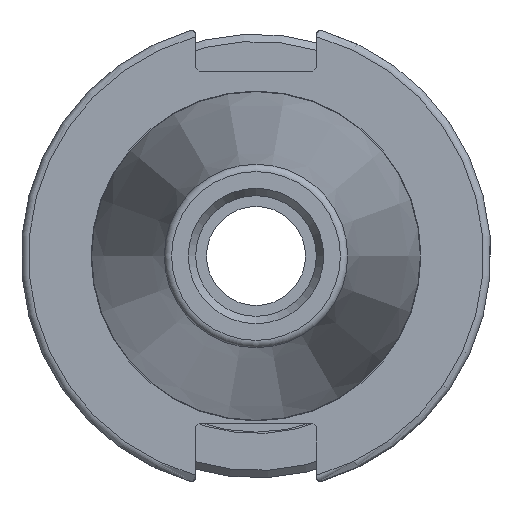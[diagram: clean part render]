
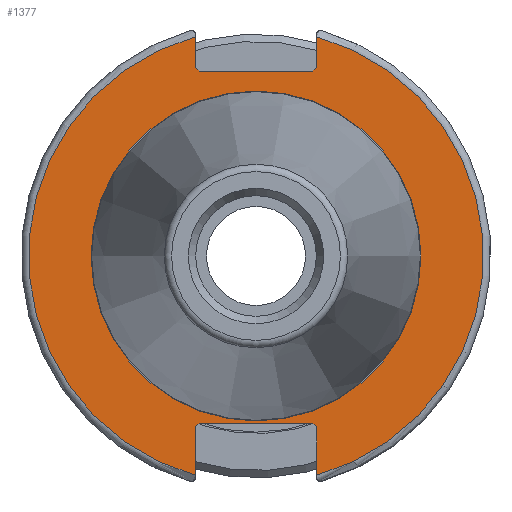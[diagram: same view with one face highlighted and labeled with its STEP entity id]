
A CAD part, left-side view. The second image highlights one B-rep face of the part: STEP entity #1377.
In plain terms, the highlighted planar face has unit normal (-1, 0, 0).
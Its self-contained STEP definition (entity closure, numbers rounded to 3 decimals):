
#293=FACE_BOUND('',#445,.T.);
#306=PLANE('',#1571);
#368=FACE_OUTER_BOUND('',#444,.T.);
#444=EDGE_LOOP('',(#1062,#1063,#1064,#1065,#1066,#1067,#1068,#1069,#1070,
#1071,#1072,#1073));
#445=EDGE_LOOP('',(#1074));
#517=LINE('',#2182,#594);
#518=LINE('',#2184,#595);
#519=LINE('',#2186,#596);
#520=LINE('',#2188,#597);
#521=LINE('',#2190,#598);
#522=LINE('',#2194,#599);
#523=LINE('',#2196,#600);
#524=LINE('',#2198,#601);
#525=LINE('',#2200,#602);
#526=LINE('',#2201,#603);
#594=VECTOR('',#1788,10.);
#595=VECTOR('',#1789,10.);
#596=VECTOR('',#1790,10.);
#597=VECTOR('',#1791,10.);
#598=VECTOR('',#1792,10.);
#599=VECTOR('',#1795,10.);
#600=VECTOR('',#1796,10.);
#601=VECTOR('',#1797,10.);
#602=VECTOR('',#1798,10.);
#603=VECTOR('',#1799,10.);
#680=CIRCLE('',#1569,22.3);
#682=CIRCLE('',#1572,30.75);
#683=CIRCLE('',#1573,30.75);
#745=VERTEX_POINT('',#2173);
#746=VERTEX_POINT('',#2178);
#747=VERTEX_POINT('',#2179);
#748=VERTEX_POINT('',#2181);
#749=VERTEX_POINT('',#2183);
#750=VERTEX_POINT('',#2185);
#751=VERTEX_POINT('',#2187);
#752=VERTEX_POINT('',#2189);
#753=VERTEX_POINT('',#2191);
#754=VERTEX_POINT('',#2193);
#755=VERTEX_POINT('',#2195);
#756=VERTEX_POINT('',#2197);
#757=VERTEX_POINT('',#2199);
#866=EDGE_CURVE('',#745,#745,#680,.T.);
#868=EDGE_CURVE('',#746,#747,#682,.T.);
#869=EDGE_CURVE('',#746,#748,#517,.T.);
#870=EDGE_CURVE('',#749,#748,#518,.T.);
#871=EDGE_CURVE('',#749,#750,#519,.T.);
#872=EDGE_CURVE('',#751,#750,#520,.T.);
#873=EDGE_CURVE('',#751,#752,#521,.T.);
#874=EDGE_CURVE('',#753,#752,#683,.T.);
#875=EDGE_CURVE('',#753,#754,#522,.T.);
#876=EDGE_CURVE('',#755,#754,#523,.T.);
#877=EDGE_CURVE('',#755,#756,#524,.T.);
#878=EDGE_CURVE('',#757,#756,#525,.T.);
#879=EDGE_CURVE('',#757,#747,#526,.T.);
#1062=ORIENTED_EDGE('',*,*,#868,.F.);
#1063=ORIENTED_EDGE('',*,*,#869,.T.);
#1064=ORIENTED_EDGE('',*,*,#870,.F.);
#1065=ORIENTED_EDGE('',*,*,#871,.T.);
#1066=ORIENTED_EDGE('',*,*,#872,.F.);
#1067=ORIENTED_EDGE('',*,*,#873,.T.);
#1068=ORIENTED_EDGE('',*,*,#874,.F.);
#1069=ORIENTED_EDGE('',*,*,#875,.T.);
#1070=ORIENTED_EDGE('',*,*,#876,.F.);
#1071=ORIENTED_EDGE('',*,*,#877,.T.);
#1072=ORIENTED_EDGE('',*,*,#878,.F.);
#1073=ORIENTED_EDGE('',*,*,#879,.T.);
#1074=ORIENTED_EDGE('',*,*,#866,.F.);
#1377=ADVANCED_FACE('',(#368,#293),#306,.T.);
#1569=AXIS2_PLACEMENT_3D('',#2175,#1780,#1781);
#1571=AXIS2_PLACEMENT_3D('',#2177,#1784,#1785);
#1572=AXIS2_PLACEMENT_3D('',#2180,#1786,#1787);
#1573=AXIS2_PLACEMENT_3D('',#2192,#1793,#1794);
#1780=DIRECTION('center_axis',(-1.,0.,0.));
#1781=DIRECTION('ref_axis',(0.,-1.,0.));
#1784=DIRECTION('center_axis',(-1.,0.,0.));
#1785=DIRECTION('ref_axis',(0.,0.,1.));
#1786=DIRECTION('center_axis',(1.,0.,0.));
#1787=DIRECTION('ref_axis',(0.,-1.,0.));
#1788=DIRECTION('',(0.,0.,-1.));
#1789=DIRECTION('',(0.,-0.707,0.707));
#1790=DIRECTION('',(0.,1.,0.));
#1791=DIRECTION('',(0.,-0.707,-0.707));
#1792=DIRECTION('',(0.,0.,1.));
#1793=DIRECTION('center_axis',(1.,0.,0.));
#1794=DIRECTION('ref_axis',(0.,1.,0.));
#1795=DIRECTION('',(0.,0.,1.));
#1796=DIRECTION('',(0.,0.707,-0.707));
#1797=DIRECTION('',(0.,-1.,0.));
#1798=DIRECTION('',(0.,0.707,0.707));
#1799=DIRECTION('',(0.,0.,-1.));
#2173=CARTESIAN_POINT('',(3.175,0.,22.3));
#2175=CARTESIAN_POINT('Origin',(3.175,0.,0.));
#2177=CARTESIAN_POINT('Origin',(3.175,31.75,0.));
#2178=CARTESIAN_POINT('',(3.175,-8.19,29.639));
#2179=CARTESIAN_POINT('',(3.175,-8.19,-29.639));
#2180=CARTESIAN_POINT('Origin',(3.175,0.,0.));
#2181=CARTESIAN_POINT('',(3.175,-8.19,25.5));
#2182=CARTESIAN_POINT('',(3.175,-8.19,12.5));
#2183=CARTESIAN_POINT('',(3.175,-7.69,25.));
#2184=CARTESIAN_POINT('',(3.175,8.295,9.015));
#2185=CARTESIAN_POINT('',(3.175,7.69,25.));
#2186=CARTESIAN_POINT('',(3.175,15.875,25.));
#2187=CARTESIAN_POINT('',(3.175,8.19,25.5));
#2188=CARTESIAN_POINT('',(3.175,7.58,24.89));
#2189=CARTESIAN_POINT('',(3.175,8.19,29.639));
#2190=CARTESIAN_POINT('',(3.175,8.19,12.5));
#2191=CARTESIAN_POINT('',(3.175,8.19,-29.639));
#2192=CARTESIAN_POINT('Origin',(3.175,0.,0.));
#2193=CARTESIAN_POINT('',(3.175,8.19,-23.1));
#2194=CARTESIAN_POINT('',(3.175,8.19,-11.3));
#2195=CARTESIAN_POINT('',(3.175,7.69,-22.6));
#2196=CARTESIAN_POINT('',(3.175,8.18,-23.09));
#2197=CARTESIAN_POINT('',(3.175,-7.69,-22.6));
#2198=CARTESIAN_POINT('',(3.175,15.875,-22.6));
#2199=CARTESIAN_POINT('',(3.175,-8.19,-23.1));
#2200=CARTESIAN_POINT('',(3.175,7.695,-7.215));
#2201=CARTESIAN_POINT('',(3.175,-8.19,-11.3));
